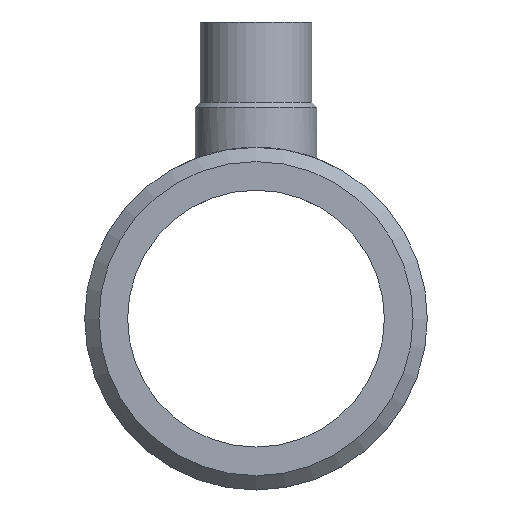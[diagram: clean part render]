
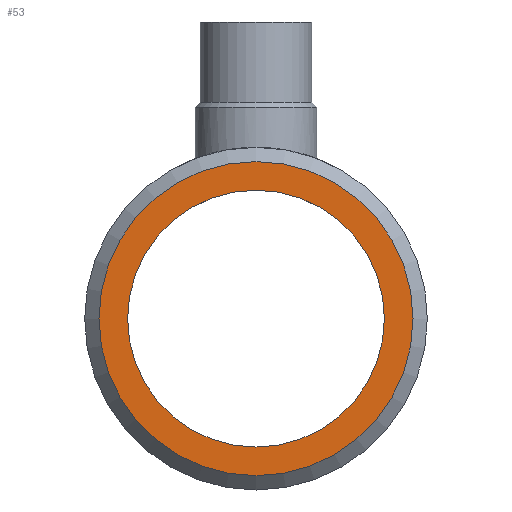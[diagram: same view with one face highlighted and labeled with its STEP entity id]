
A CAD part, left-side view. The second image highlights one B-rep face of the part: STEP entity #53.
In plain terms, the highlighted planar face has unit normal (-1, 0, 0).
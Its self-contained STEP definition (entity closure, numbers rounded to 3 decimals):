
#53 = ADVANCED_FACE( '', ( #114, #115 ), #116, .F. );
#114 = FACE_OUTER_BOUND( '', #175, .T. );
#115 = FACE_BOUND( '', #176, .T. );
#116 = PLANE( '', #177 );
#175 = EDGE_LOOP( '', ( #246 ) );
#176 = EDGE_LOOP( '', ( #247 ) );
#177 = AXIS2_PLACEMENT_3D( '', #248, #249, #250 );
#246 = ORIENTED_EDGE( '', *, *, #296, .F. );
#247 = ORIENTED_EDGE( '', *, *, #276, .F. );
#248 = CARTESIAN_POINT( '', ( -213., 0., 0. ) );
#249 = DIRECTION( '', ( 1., 0., 0. ) );
#250 = DIRECTION( '', ( 0., 0., -1. ) );
#276 = EDGE_CURVE( '', #303, #303, #304, .F. );
#296 = EDGE_CURVE( '', #335, #335, #336, .T. );
#303 = VERTEX_POINT( '', #344 );
#304 = CIRCLE( '', #345, 36.8 );
#335 = VERTEX_POINT( '', #570 );
#336 = CIRCLE( '', #571, 45. );
#344 = CARTESIAN_POINT( '', ( -213., 0., -36.8 ) );
#345 = AXIS2_PLACEMENT_3D( '', #578, #579, #580 );
#570 = CARTESIAN_POINT( '', ( -213., 0., -45. ) );
#571 = AXIS2_PLACEMENT_3D( '', #608, #609, #610 );
#578 = CARTESIAN_POINT( '', ( -213., 0., 0. ) );
#579 = DIRECTION( '', ( 1., 0., 0. ) );
#580 = DIRECTION( '', ( 0., 0., -1. ) );
#608 = CARTESIAN_POINT( '', ( -213., 0., 0. ) );
#609 = DIRECTION( '', ( 1., 0., 0. ) );
#610 = DIRECTION( '', ( 0., 0., -1. ) );
